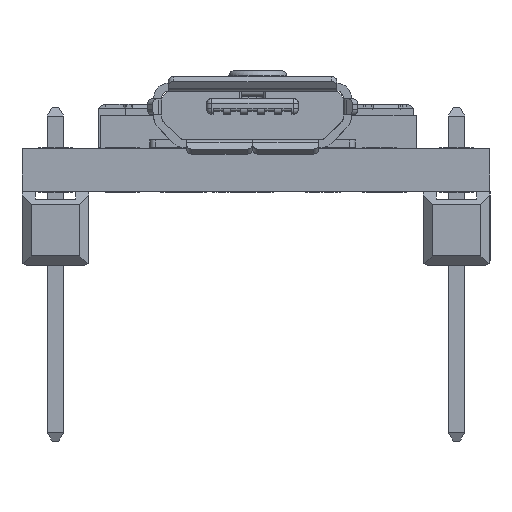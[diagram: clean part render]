
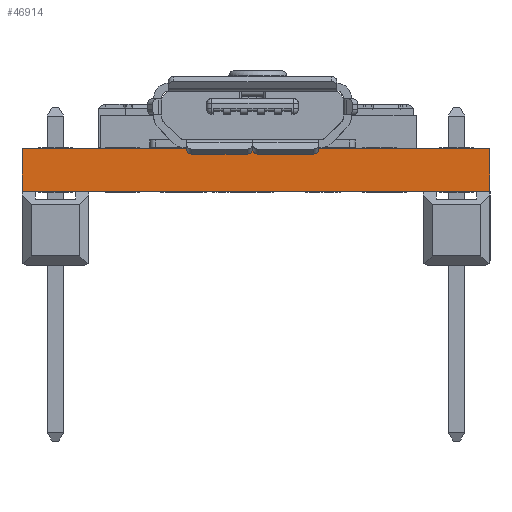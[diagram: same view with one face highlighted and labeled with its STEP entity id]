
A CAD part, left-side view. The second image highlights one B-rep face of the part: STEP entity #46914.
In plain terms, the highlighted planar face has unit normal (-1, 0, 0).
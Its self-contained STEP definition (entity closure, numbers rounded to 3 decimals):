
#3565=PLANE('',#51786);
#6161=FACE_OUTER_BOUND('',#9195,.T.);
#9195=EDGE_LOOP('',(#42961,#42962,#42963,#42964));
#13746=LINE('',#80299,#18150);
#13751=LINE('',#80429,#18155);
#13752=LINE('',#80432,#18156);
#13753=LINE('',#80433,#18157);
#18150=VECTOR('',#64831,10.);
#18155=VECTOR('',#64960,10.);
#18156=VECTOR('',#64963,10.);
#18157=VECTOR('',#64964,10.);
#24236=VERTEX_POINT('',#80292);
#24239=VERTEX_POINT('',#80297);
#24302=VERTEX_POINT('',#80427);
#24303=VERTEX_POINT('',#80431);
#30521=EDGE_CURVE('',#24239,#24236,#13746,.T.);
#30586=EDGE_CURVE('',#24239,#24302,#13751,.T.);
#30587=EDGE_CURVE('',#24303,#24302,#13752,.T.);
#30588=EDGE_CURVE('',#24236,#24303,#13753,.T.);
#42961=ORIENTED_EDGE('',*,*,#30586,.T.);
#42962=ORIENTED_EDGE('',*,*,#30587,.F.);
#42963=ORIENTED_EDGE('',*,*,#30588,.F.);
#42964=ORIENTED_EDGE('',*,*,#30521,.F.);
#46914=ADVANCED_FACE('',(#6161),#3565,.T.);
#51786=AXIS2_PLACEMENT_3D('',#80430,#64961,#64962);
#64831=DIRECTION('',(0.,1.,0.));
#64960=DIRECTION('',(0.,0.,1.));
#64961=DIRECTION('center_axis',(-1.,0.,0.));
#64962=DIRECTION('ref_axis',(0.,-1.,0.));
#64963=DIRECTION('',(0.,-1.,0.));
#64964=DIRECTION('',(0.,0.,1.));
#80292=CARTESIAN_POINT('',(-30.48,8.89,-0.815));
#80297=CARTESIAN_POINT('',(-30.48,-8.89,-0.815));
#80299=CARTESIAN_POINT('',(-30.48,-8.89,-0.815));
#80427=CARTESIAN_POINT('',(-30.48,-8.89,0.815));
#80429=CARTESIAN_POINT('',(-30.48,-8.89,0.));
#80430=CARTESIAN_POINT('Origin',(-30.48,8.89,0.));
#80431=CARTESIAN_POINT('',(-30.48,8.89,0.815));
#80432=CARTESIAN_POINT('',(-30.48,-8.89,0.815));
#80433=CARTESIAN_POINT('',(-30.48,8.89,0.));
